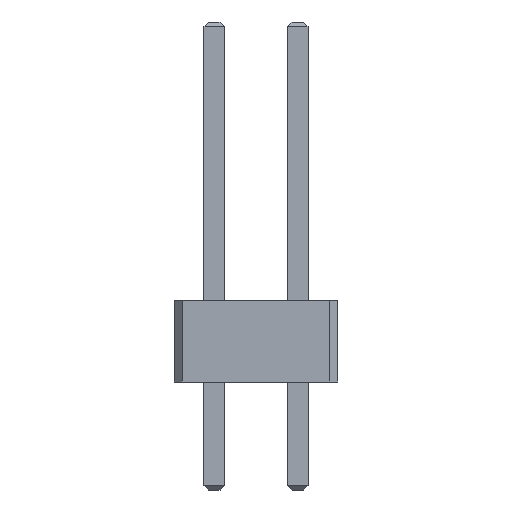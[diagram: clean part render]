
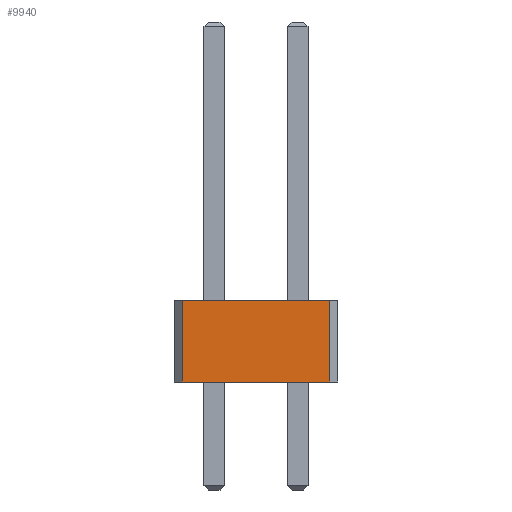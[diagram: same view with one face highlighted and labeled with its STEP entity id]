
A CAD part, front view. The second image highlights one B-rep face of the part: STEP entity #9940.
In plain terms, the highlighted planar face has unit normal (0, -1, 0).
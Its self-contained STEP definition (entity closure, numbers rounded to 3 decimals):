
#44 = PLANE('',#45);
#45 = AXIS2_PLACEMENT_3D('',#46,#47,#48);
#46 = CARTESIAN_POINT('',(-1.23,1.02,0.));
#47 = DIRECTION('',(0.,0.,-1.));
#48 = DIRECTION('',(0.,1.,0.));
#100 = PLANE('',#101);
#101 = AXIS2_PLACEMENT_3D('',#102,#103,#104);
#102 = CARTESIAN_POINT('',(-1.23,1.02,2.5));
#103 = DIRECTION('',(0.,0.,-1.));
#104 = DIRECTION('',(0.,1.,0.));
#1085 = VERTEX_POINT('',#1086);
#1086 = CARTESIAN_POINT('',(3.52,-26.67,0.));
#1100 = PLANE('',#1101);
#1101 = AXIS2_PLACEMENT_3D('',#1102,#1103,#1104);
#1102 = CARTESIAN_POINT('',(3.645,-26.545,0.));
#1103 = DIRECTION('',(0.707,-0.707,0.));
#1104 = DIRECTION('',(0.,0.,-1.));
#1112 = EDGE_CURVE('',#1113,#1085,#1115,.T.);
#1113 = VERTEX_POINT('',#1114);
#1114 = CARTESIAN_POINT('',(-0.98,-26.67,0.));
#1115 = SURFACE_CURVE('',#1116,(#1120,#1127),.PCURVE_S1.);
#1116 = LINE('',#1117,#1118);
#1117 = CARTESIAN_POINT('',(-1.23,-26.67,0.));
#1118 = VECTOR('',#1119,1.);
#1119 = DIRECTION('',(1.,0.,0.));
#1120 = PCURVE('',#44,#1121);
#1121 = DEFINITIONAL_REPRESENTATION('',(#1122),#1126);
#1122 = LINE('',#1123,#1124);
#1123 = CARTESIAN_POINT('',(-27.69,0.));
#1124 = VECTOR('',#1125,1.);
#1125 = DIRECTION('',(0.,1.));
#1126 = ( GEOMETRIC_REPRESENTATION_CONTEXT(2) 
PARAMETRIC_REPRESENTATION_CONTEXT() REPRESENTATION_CONTEXT('2D SPACE',''
  ) );
#1127 = PCURVE('',#1128,#1133);
#1128 = PLANE('',#1129);
#1129 = AXIS2_PLACEMENT_3D('',#1130,#1131,#1132);
#1130 = CARTESIAN_POINT('',(-1.23,-26.67,0.));
#1131 = DIRECTION('',(0.,1.,0.));
#1132 = DIRECTION('',(1.,0.,0.));
#1133 = DEFINITIONAL_REPRESENTATION('',(#1134),#1138);
#1134 = LINE('',#1135,#1136);
#1135 = CARTESIAN_POINT('',(0.,0.));
#1136 = VECTOR('',#1137,1.);
#1137 = DIRECTION('',(1.,0.));
#1138 = ( GEOMETRIC_REPRESENTATION_CONTEXT(2) 
PARAMETRIC_REPRESENTATION_CONTEXT() REPRESENTATION_CONTEXT('2D SPACE',''
  ) );
#1156 = PLANE('',#1157);
#1157 = AXIS2_PLACEMENT_3D('',#1158,#1159,#1160);
#1158 = CARTESIAN_POINT('',(-1.105,-26.545,0.));
#1159 = DIRECTION('',(-0.707,-0.707,0.));
#1160 = DIRECTION('',(0.,0.,-1.));
#5179 = VERTEX_POINT('',#5180);
#5180 = CARTESIAN_POINT('',(3.52,-26.67,2.5));
#5201 = EDGE_CURVE('',#5202,#5179,#5204,.T.);
#5202 = VERTEX_POINT('',#5203);
#5203 = CARTESIAN_POINT('',(-0.98,-26.67,2.5));
#5204 = SURFACE_CURVE('',#5205,(#5209,#5216),.PCURVE_S1.);
#5205 = LINE('',#5206,#5207);
#5206 = CARTESIAN_POINT('',(-1.23,-26.67,2.5));
#5207 = VECTOR('',#5208,1.);
#5208 = DIRECTION('',(1.,0.,0.));
#5209 = PCURVE('',#100,#5210);
#5210 = DEFINITIONAL_REPRESENTATION('',(#5211),#5215);
#5211 = LINE('',#5212,#5213);
#5212 = CARTESIAN_POINT('',(-27.69,0.));
#5213 = VECTOR('',#5214,1.);
#5214 = DIRECTION('',(0.,1.));
#5215 = ( GEOMETRIC_REPRESENTATION_CONTEXT(2) 
PARAMETRIC_REPRESENTATION_CONTEXT() REPRESENTATION_CONTEXT('2D SPACE',''
  ) );
#5216 = PCURVE('',#1128,#5217);
#5217 = DEFINITIONAL_REPRESENTATION('',(#5218),#5222);
#5218 = LINE('',#5219,#5220);
#5219 = CARTESIAN_POINT('',(0.,-2.5));
#5220 = VECTOR('',#5221,1.);
#5221 = DIRECTION('',(1.,0.));
#5222 = ( GEOMETRIC_REPRESENTATION_CONTEXT(2) 
PARAMETRIC_REPRESENTATION_CONTEXT() REPRESENTATION_CONTEXT('2D SPACE',''
  ) );
#9920 = EDGE_CURVE('',#1113,#5202,#9921,.T.);
#9921 = SURFACE_CURVE('',#9922,(#9926,#9933),.PCURVE_S1.);
#9922 = LINE('',#9923,#9924);
#9923 = CARTESIAN_POINT('',(-0.98,-26.67,0.));
#9924 = VECTOR('',#9925,1.);
#9925 = DIRECTION('',(0.,0.,1.));
#9926 = PCURVE('',#1156,#9927);
#9927 = DEFINITIONAL_REPRESENTATION('',(#9928),#9932);
#9928 = LINE('',#9929,#9930);
#9929 = CARTESIAN_POINT('',(0.,0.177));
#9930 = VECTOR('',#9931,1.);
#9931 = DIRECTION('',(-1.,0.));
#9932 = ( GEOMETRIC_REPRESENTATION_CONTEXT(2) 
PARAMETRIC_REPRESENTATION_CONTEXT() REPRESENTATION_CONTEXT('2D SPACE',''
  ) );
#9933 = PCURVE('',#1128,#9934);
#9934 = DEFINITIONAL_REPRESENTATION('',(#9935),#9939);
#9935 = LINE('',#9936,#9937);
#9936 = CARTESIAN_POINT('',(0.25,0.));
#9937 = VECTOR('',#9938,1.);
#9938 = DIRECTION('',(0.,-1.));
#9939 = ( GEOMETRIC_REPRESENTATION_CONTEXT(2) 
PARAMETRIC_REPRESENTATION_CONTEXT() REPRESENTATION_CONTEXT('2D SPACE',''
  ) );
#9940 = ADVANCED_FACE('',(#9941),#1128,.F.);
#9941 = FACE_BOUND('',#9942,.F.);
#9942 = EDGE_LOOP('',(#9943,#9944,#9945,#9946));
#9943 = ORIENTED_EDGE('',*,*,#1112,.F.);
#9944 = ORIENTED_EDGE('',*,*,#9920,.T.);
#9945 = ORIENTED_EDGE('',*,*,#5201,.T.);
#9946 = ORIENTED_EDGE('',*,*,#9947,.F.);
#9947 = EDGE_CURVE('',#1085,#5179,#9948,.T.);
#9948 = SURFACE_CURVE('',#9949,(#9953,#9960),.PCURVE_S1.);
#9949 = LINE('',#9950,#9951);
#9950 = CARTESIAN_POINT('',(3.52,-26.67,0.));
#9951 = VECTOR('',#9952,1.);
#9952 = DIRECTION('',(0.,0.,1.));
#9953 = PCURVE('',#1128,#9954);
#9954 = DEFINITIONAL_REPRESENTATION('',(#9955),#9959);
#9955 = LINE('',#9956,#9957);
#9956 = CARTESIAN_POINT('',(4.75,0.));
#9957 = VECTOR('',#9958,1.);
#9958 = DIRECTION('',(0.,-1.));
#9959 = ( GEOMETRIC_REPRESENTATION_CONTEXT(2) 
PARAMETRIC_REPRESENTATION_CONTEXT() REPRESENTATION_CONTEXT('2D SPACE',''
  ) );
#9960 = PCURVE('',#1100,#9961);
#9961 = DEFINITIONAL_REPRESENTATION('',(#9962),#9966);
#9962 = LINE('',#9963,#9964);
#9963 = CARTESIAN_POINT('',(0.,-0.177));
#9964 = VECTOR('',#9965,1.);
#9965 = DIRECTION('',(-1.,0.));
#9966 = ( GEOMETRIC_REPRESENTATION_CONTEXT(2) 
PARAMETRIC_REPRESENTATION_CONTEXT() REPRESENTATION_CONTEXT('2D SPACE',''
  ) );
